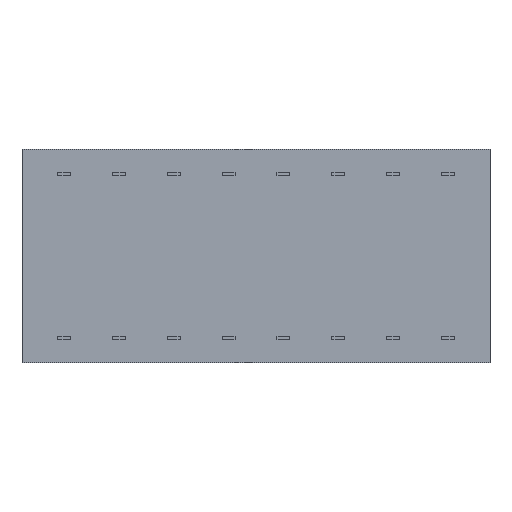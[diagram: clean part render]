
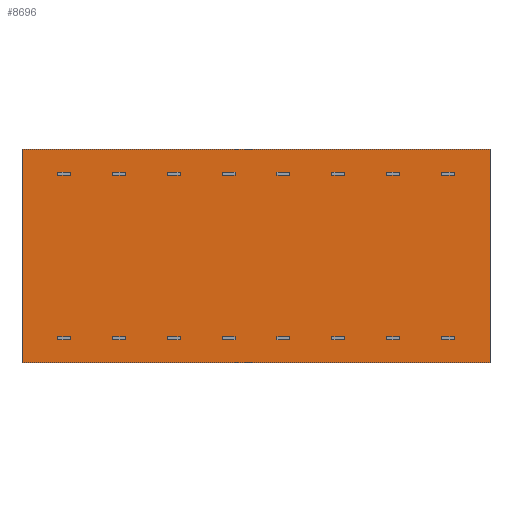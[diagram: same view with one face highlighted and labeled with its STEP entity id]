
A CAD part, front view. The second image highlights one B-rep face of the part: STEP entity #8696.
In plain terms, the highlighted planar face has unit normal (0, -1, 0).
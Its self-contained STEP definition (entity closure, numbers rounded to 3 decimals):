
#741=FACE_OUTER_BOUND('',#1285,.T.);
#1285=EDGE_LOOP('',(#5980,#5981,#5982,#5983));
#1904=LINE('',#11510,#2812);
#1916=LINE('',#11533,#2824);
#1917=LINE('',#11536,#2825);
#1918=LINE('',#11537,#2826);
#2812=VECTOR('',#9818,10.);
#2824=VECTOR('',#9840,10.);
#2825=VECTOR('',#9843,10.);
#2826=VECTOR('',#9844,10.);
#3685=VERTEX_POINT('',#11507);
#3686=VERTEX_POINT('',#11509);
#3692=VERTEX_POINT('',#11531);
#3693=VERTEX_POINT('',#11535);
#4572=EDGE_CURVE('',#3686,#3685,#1904,.T.);
#4584=EDGE_CURVE('',#3685,#3692,#1916,.T.);
#4585=EDGE_CURVE('',#3693,#3692,#1917,.T.);
#4586=EDGE_CURVE('',#3686,#3693,#1918,.T.);
#5980=ORIENTED_EDGE('',*,*,#4572,.T.);
#5981=ORIENTED_EDGE('',*,*,#4584,.T.);
#5982=ORIENTED_EDGE('',*,*,#4585,.F.);
#5983=ORIENTED_EDGE('',*,*,#4586,.F.);
#8345=PLANE('',#9292);
#8696=ADVANCED_FACE('',(#741),#8345,.T.);
#9292=AXIS2_PLACEMENT_3D('',#11534,#9841,#9842);
#9818=DIRECTION('',(0.,0.,-1.));
#9840=DIRECTION('',(1.,0.,0.));
#9841=DIRECTION('center_axis',(0.,-1.,0.));
#9842=DIRECTION('ref_axis',(0.,0.,-1.));
#9843=DIRECTION('',(0.,0.,-1.));
#9844=DIRECTION('',(1.,0.,0.));
#11507=CARTESIAN_POINT('',(-10.84,0.,-4.95));
#11509=CARTESIAN_POINT('',(-10.84,0.,4.95));
#11510=CARTESIAN_POINT('',(-10.84,0.,4.95));
#11531=CARTESIAN_POINT('',(10.84,0.,-4.95));
#11533=CARTESIAN_POINT('',(-10.84,0.,-4.95));
#11534=CARTESIAN_POINT('Origin',(-10.84,0.,4.95));
#11535=CARTESIAN_POINT('',(10.84,0.,4.95));
#11536=CARTESIAN_POINT('',(10.84,0.,4.95));
#11537=CARTESIAN_POINT('',(-10.84,0.,4.95));
